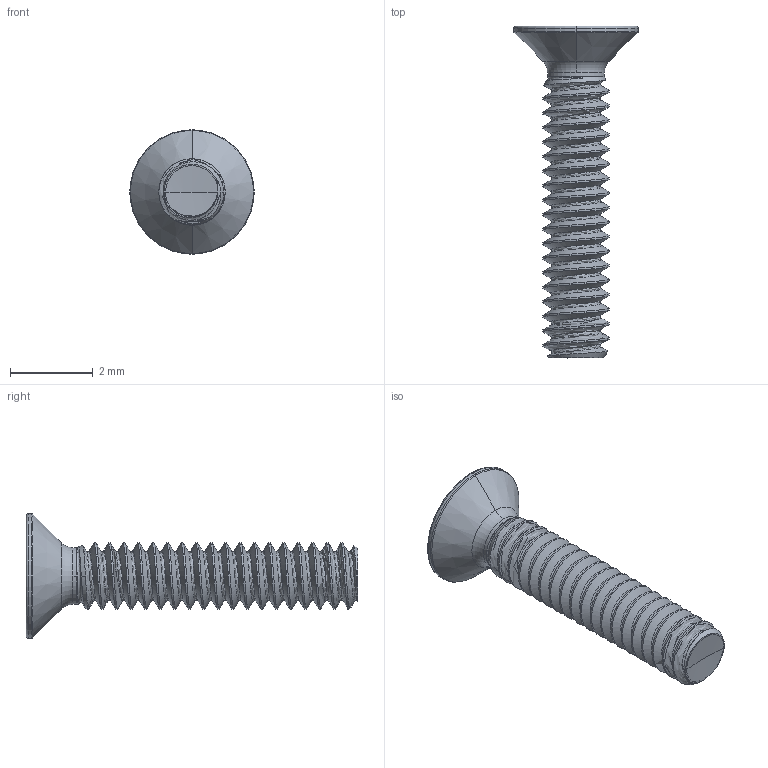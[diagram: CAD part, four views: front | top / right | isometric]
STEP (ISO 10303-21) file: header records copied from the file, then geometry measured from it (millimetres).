
FILE_DESCRIPTION (( 'STEP AP203' ), '1' );
FILE_NAME ('STM330160080.STEP', '2019-03-15T20:11:03', ( '' ), ( '' ), 'SwSTEP 2.0', 'SolidWorks 2015', '' );
FILE_SCHEMA (( 'CONFIG_CONTROL_DESIGN' ));
Length unit declared in the file: millimetre
Products named in the file (1): STM330160080
Bounding box: 3 x 8 x 3 mm (x, y, z)
Volume: 14.4 mm3; surface area: 70.7 mm2
Topology: 1 solids, 1 shells, 196 faces, 463 edges, 268 vertices
Faces by surface type: cylinder 81, bspline 46, sphere 26, plane 22, cone 11, torus 10
Entity records: 19354 total; most frequent: CARTESIAN_POINT 15363, ORIENTED_EDGE 922, DIRECTION 721, EDGE_CURVE 461, AXIS2_PLACEMENT_3D 296, VERTEX_POINT 268, EDGE_LOOP 197, FACE_OUTER_BOUND 196
